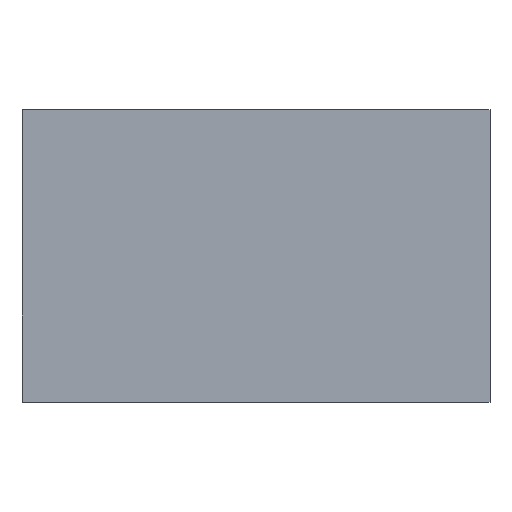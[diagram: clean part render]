
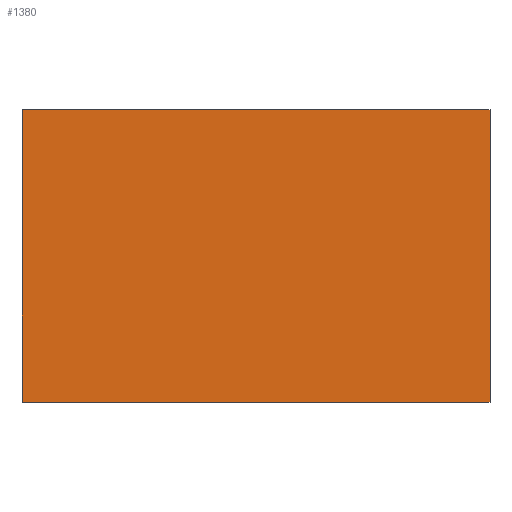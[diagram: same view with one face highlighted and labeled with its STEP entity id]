
A CAD part, top view. The second image highlights one B-rep face of the part: STEP entity #1380.
In plain terms, the highlighted planar face has unit normal (0, 0, 1).
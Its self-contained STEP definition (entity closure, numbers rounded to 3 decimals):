
#135=FACE_OUTER_BOUND('',#212,.T.);
#212=EDGE_LOOP('',(#1264,#1265,#1266,#1267));
#330=LINE('',#2649,#453);
#332=LINE('',#2653,#455);
#334=LINE('',#2657,#457);
#336=LINE('',#2660,#459);
#453=VECTOR('',#1612,10.);
#455=VECTOR('',#1616,10.);
#457=VECTOR('',#1620,10.);
#459=VECTOR('',#1624,10.);
#668=VERTEX_POINT('',#2646);
#669=VERTEX_POINT('',#2648);
#670=VERTEX_POINT('',#2652);
#671=VERTEX_POINT('',#2656);
#866=EDGE_CURVE('',#668,#669,#330,.T.);
#868=EDGE_CURVE('',#669,#670,#332,.T.);
#870=EDGE_CURVE('',#670,#671,#334,.T.);
#872=EDGE_CURVE('',#671,#668,#336,.T.);
#1264=ORIENTED_EDGE('',*,*,#866,.F.);
#1265=ORIENTED_EDGE('',*,*,#872,.F.);
#1266=ORIENTED_EDGE('',*,*,#870,.F.);
#1267=ORIENTED_EDGE('',*,*,#868,.F.);
#1307=PLANE('',#1434);
#1380=ADVANCED_FACE('',(#135),#1307,.T.);
#1434=AXIS2_PLACEMENT_3D('',#2661,#1625,#1626);
#1612=DIRECTION('',(0.,-1.,0.));
#1616=DIRECTION('',(-1.,0.,0.));
#1620=DIRECTION('',(0.,1.,0.));
#1624=DIRECTION('',(1.,0.,0.));
#1625=DIRECTION('center_axis',(0.,0.,1.));
#1626=DIRECTION('ref_axis',(1.,0.,0.));
#2646=CARTESIAN_POINT('',(1.,0.625,0.5));
#2648=CARTESIAN_POINT('',(1.,-0.625,0.5));
#2649=CARTESIAN_POINT('',(1.,0.625,0.5));
#2652=CARTESIAN_POINT('',(-1.,-0.625,0.5));
#2653=CARTESIAN_POINT('',(1.,-0.625,0.5));
#2656=CARTESIAN_POINT('',(-1.,0.625,0.5));
#2657=CARTESIAN_POINT('',(-1.,-0.625,0.5));
#2660=CARTESIAN_POINT('',(-1.,0.625,0.5));
#2661=CARTESIAN_POINT('Origin',(0.,0.,0.5));
